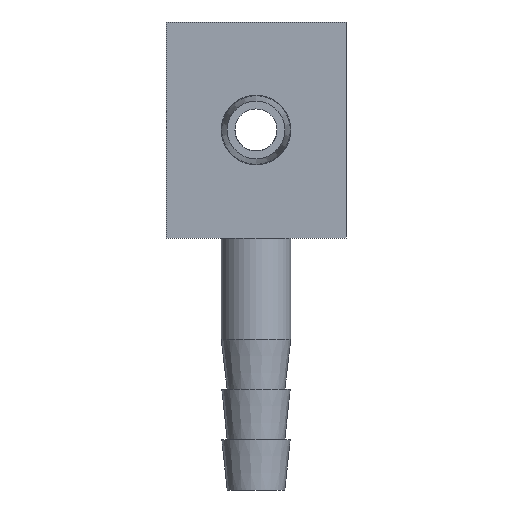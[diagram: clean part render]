
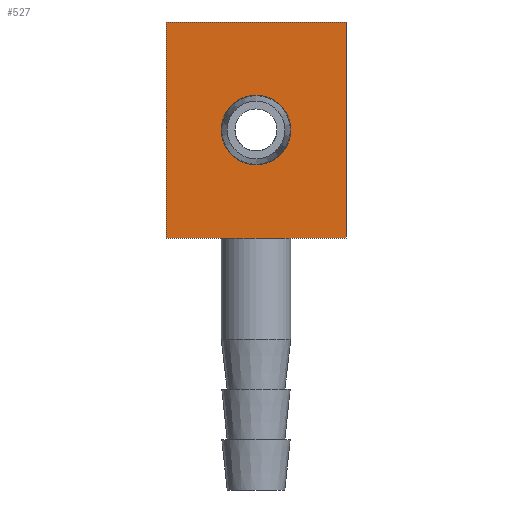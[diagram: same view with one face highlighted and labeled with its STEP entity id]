
A CAD part, left-side view. The second image highlights one B-rep face of the part: STEP entity #527.
In plain terms, the highlighted planar face has unit normal (-1, 0, 0).
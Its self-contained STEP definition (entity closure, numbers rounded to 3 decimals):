
#25=FACE_BOUND('',#85,.T.);
#37=PLANE('',#587);
#54=FACE_OUTER_BOUND('',#84,.T.);
#84=EDGE_LOOP('',(#387,#388,#389,#390));
#85=EDGE_LOOP('',(#391,#392));
#131=LINE('',#882,#158);
#132=LINE('',#884,#159);
#133=LINE('',#886,#160);
#134=LINE('',#887,#161);
#158=VECTOR('',#692,10.);
#159=VECTOR('',#693,10.);
#160=VECTOR('',#694,10.);
#161=VECTOR('',#695,10.);
#186=CIRCLE('',#588,2.9);
#187=CIRCLE('',#589,2.9);
#241=VERTEX_POINT('',#880);
#242=VERTEX_POINT('',#881);
#243=VERTEX_POINT('',#883);
#244=VERTEX_POINT('',#885);
#245=VERTEX_POINT('',#888);
#246=VERTEX_POINT('',#889);
#303=EDGE_CURVE('',#241,#242,#131,.T.);
#304=EDGE_CURVE('',#243,#241,#132,.T.);
#305=EDGE_CURVE('',#244,#243,#133,.T.);
#306=EDGE_CURVE('',#242,#244,#134,.T.);
#307=EDGE_CURVE('',#245,#246,#186,.T.);
#308=EDGE_CURVE('',#246,#245,#187,.T.);
#387=ORIENTED_EDGE('',*,*,#303,.F.);
#388=ORIENTED_EDGE('',*,*,#304,.F.);
#389=ORIENTED_EDGE('',*,*,#305,.F.);
#390=ORIENTED_EDGE('',*,*,#306,.F.);
#391=ORIENTED_EDGE('',*,*,#307,.T.);
#392=ORIENTED_EDGE('',*,*,#308,.T.);
#527=ADVANCED_FACE('',(#54,#25),#37,.T.);
#587=AXIS2_PLACEMENT_3D('',#879,#690,#691);
#588=AXIS2_PLACEMENT_3D('',#890,#696,#697);
#589=AXIS2_PLACEMENT_3D('',#891,#698,#699);
#690=DIRECTION('center_axis',(-1.,0.,0.));
#691=DIRECTION('ref_axis',(0.,0.,1.));
#692=DIRECTION('',(0.,-1.,0.));
#693=DIRECTION('',(0.,0.,1.));
#694=DIRECTION('',(0.,1.,0.));
#695=DIRECTION('',(0.,0.,-1.));
#696=DIRECTION('center_axis',(1.,0.,0.));
#697=DIRECTION('ref_axis',(0.,0.,1.));
#698=DIRECTION('center_axis',(1.,0.,0.));
#699=DIRECTION('ref_axis',(0.,0.,1.));
#879=CARTESIAN_POINT('Origin',(-9.,0.,-9.));
#880=CARTESIAN_POINT('',(-9.,7.5,9.));
#881=CARTESIAN_POINT('',(-9.,-7.5,9.));
#882=CARTESIAN_POINT('',(-9.,0.,9.));
#883=CARTESIAN_POINT('',(-9.,7.5,-9.));
#884=CARTESIAN_POINT('',(-9.,7.5,-9.));
#885=CARTESIAN_POINT('',(-9.,-7.5,-9.));
#886=CARTESIAN_POINT('',(-9.,0.,-9.));
#887=CARTESIAN_POINT('',(-9.,-7.5,-9.));
#888=CARTESIAN_POINT('',(-9.,0.,2.9));
#889=CARTESIAN_POINT('',(-9.,0.,-2.9));
#890=CARTESIAN_POINT('Origin',(-9.,0.,0.));
#891=CARTESIAN_POINT('Origin',(-9.,0.,0.));
